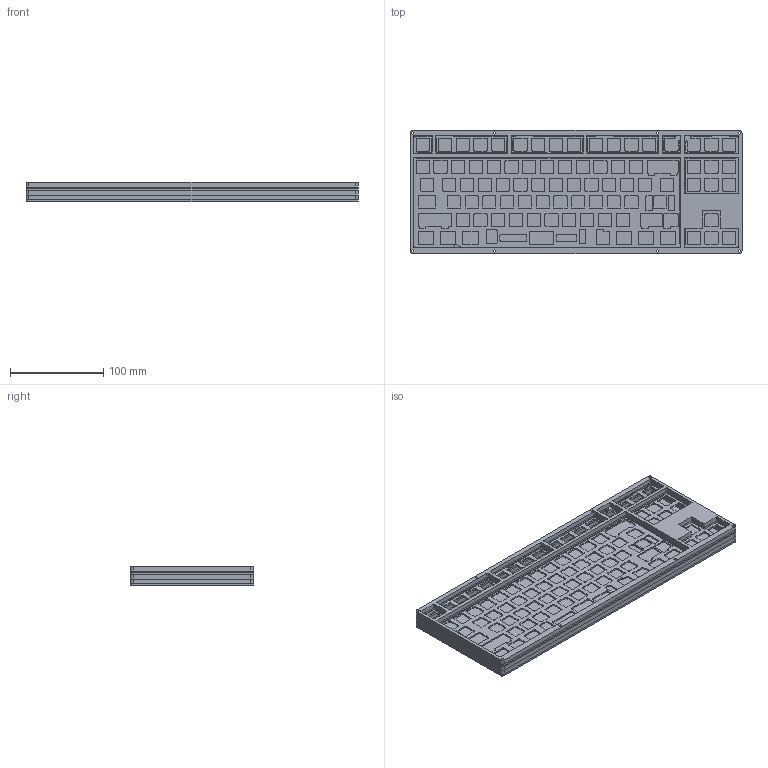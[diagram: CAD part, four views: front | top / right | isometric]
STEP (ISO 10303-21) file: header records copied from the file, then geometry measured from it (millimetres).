
FILE_DESCRIPTION(/* description */ (''),/* implementation_level */ '2;1');
FILE_NAME(/* name */ 'stacked88.step',/* time_stamp */ '2021-12-05T01:07:24-05:00',/* author */ (''),/* organization */ (''),/* preprocessor_version */ 'ST-DEVELOPER v18.1',/* originating_system */ 'Autodesk Translation Framework v10.10.0.1391',/* authorisation */ '');
FILE_SCHEMA (('AUTOMOTIVE_DESIGN { 1 0 10303 214 3 1 1 }'));
Length unit declared in the file: millimetre
Products named in the file (1): idc
Bounding box: 355.86 x 131.96 x 20.5 mm (x, y, z)
Volume: 231836.6 mm3; surface area: 248114.3 mm2
Topology: 6 solids, 6 shells, 1497 faces, 4462 edges, 2976 vertices
Faces by surface type: plane 927, cylinder 570
Entity records: 51060 total; most frequent: CARTESIAN_POINT 8936, ORIENTED_EDGE 8924, DIRECTION 8598, EDGE_CURVE 4462, LINE 3322, VECTOR 3322, VERTEX_POINT 2976, AXIS2_PLACEMENT_3D 2638
